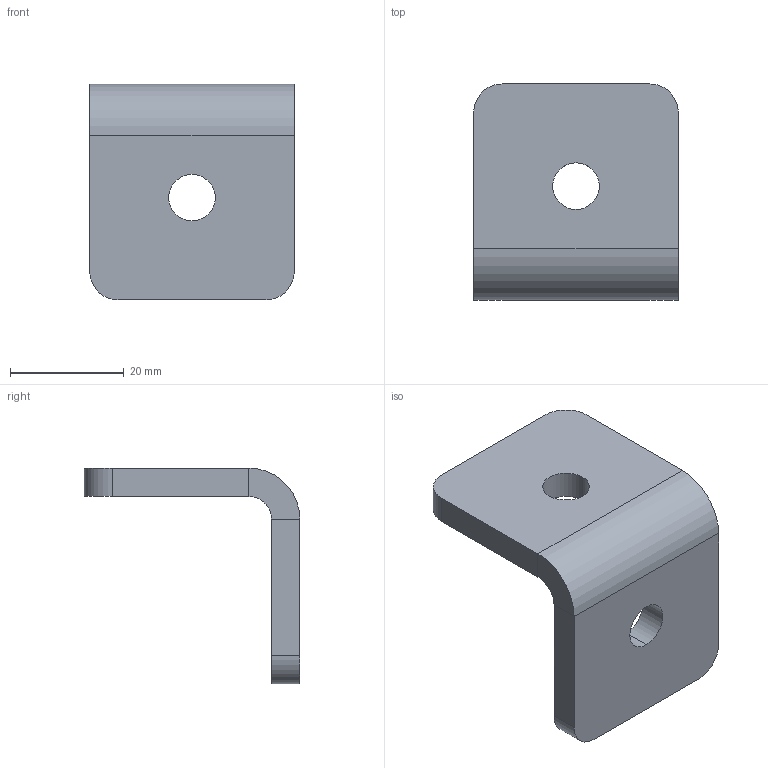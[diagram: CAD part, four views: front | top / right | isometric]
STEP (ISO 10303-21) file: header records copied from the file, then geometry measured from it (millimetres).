
FILE_DESCRIPTION (( 'STEP AP214' ), '1' );
FILE_NAME ('Ñáîðêà1.STEP', '2024-11-29T13:52:16', ( '' ), ( '' ), 'SwSTEP 2.0', 'SolidWorks 2024', '' );
FILE_SCHEMA (( 'AUTOMOTIVE_DESIGN' ));
Length unit declared in the file: millimetre
Products named in the file (2): A839 Уголок 40х40L (черный), паз 10)_00; Сборка1
Assembly tree (1 placements, depth 2):
  Сборка1
    A839 Уголок 40х40L (черный), паз 10)_00
Bounding box: 36 x 38 x 38 mm (x, y, z)
Volume: 11642.4 mm3; surface area: 5913.8 mm2
Topology: 1 solids, 1 shells, 22 faces, 52 edges, 32 vertices
Faces by surface type: plane 12, cylinder 10
Entity records: 695 total; most frequent: DIRECTION 124, CARTESIAN_POINT 110, ORIENTED_EDGE 104, EDGE_CURVE 52, AXIS2_PLACEMENT_3D 46, VECTOR 32, VERTEX_POINT 32, LINE 32
